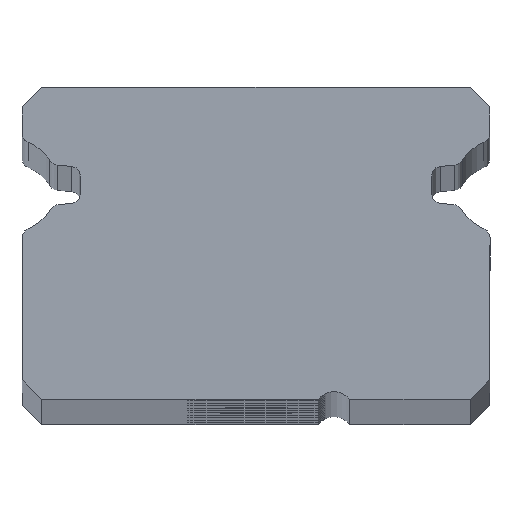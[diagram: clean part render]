
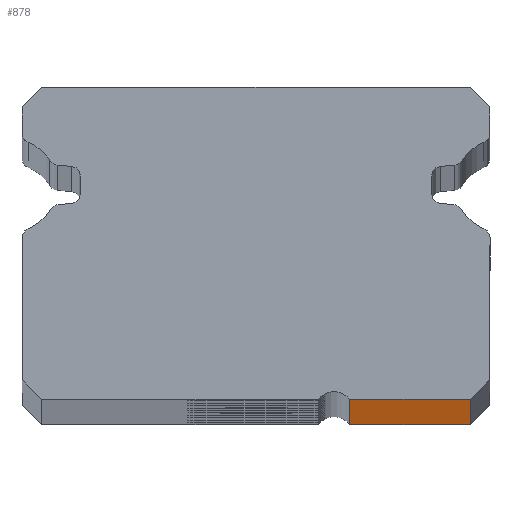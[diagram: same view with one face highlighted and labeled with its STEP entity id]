
A CAD part, top view. The second image highlights one B-rep face of the part: STEP entity #878.
In plain terms, the highlighted planar face has unit normal (0, -1, 0).
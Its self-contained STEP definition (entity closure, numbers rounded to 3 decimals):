
#318 = EDGE_LOOP ( 'NONE', ( #2998, #2620, #376, #3776 ) ) ;
#376 = ORIENTED_EDGE ( 'NONE', *, *, #1071, .T. ) ;
#404 = VECTOR ( 'NONE', #441, 1000. ) ;
#441 = DIRECTION ( 'NONE',  ( 1., 0., 0. ) ) ;
#480 = CARTESIAN_POINT ( 'NONE',  ( 5.5, -4., -185. ) ) ;
#514 = VERTEX_POINT ( 'NONE', #3758 ) ;
#590 = CARTESIAN_POINT ( 'NONE',  ( 5.5, -4., 185. ) ) ;
#739 = LINE ( 'NONE', #1988, #404 ) ;
#878 = ADVANCED_FACE ( 'NONE', ( #3156 ), #3426, .T. ) ;
#1071 = EDGE_CURVE ( 'NONE', #3305, #1842, #739, .T. ) ;
#1231 = CARTESIAN_POINT ( 'NONE',  ( 5.5, -4., -185. ) ) ;
#1262 = EDGE_CURVE ( 'NONE', #3305, #514, #2747, .T. ) ;
#1290 = DIRECTION ( 'NONE',  ( 0., -1., 0. ) ) ;
#1457 = DIRECTION ( 'NONE',  ( 0., 0., 1. ) ) ;
#1468 = EDGE_CURVE ( 'NONE', #514, #3925, #2165, .T. ) ;
#1483 = DIRECTION ( 'NONE',  ( 1., 0., 0. ) ) ;
#1842 = VERTEX_POINT ( 'NONE', #480 ) ;
#1848 = LINE ( 'NONE', #1231, #4000 ) ;
#1988 = CARTESIAN_POINT ( 'NONE',  ( 2.4, -4., -185. ) ) ;
#2165 = LINE ( 'NONE', #2409, #2654 ) ;
#2229 = CARTESIAN_POINT ( 'NONE',  ( 2.4, -4., -185. ) ) ;
#2409 = CARTESIAN_POINT ( 'NONE',  ( 2.4, -4., 185. ) ) ;
#2620 = ORIENTED_EDGE ( 'NONE', *, *, #1262, .F. ) ;
#2654 = VECTOR ( 'NONE', #1483, 1000. ) ;
#2688 = CARTESIAN_POINT ( 'NONE',  ( 2.4, -4., -185. ) ) ;
#2747 = LINE ( 'NONE', #3282, #3944 ) ;
#2998 = ORIENTED_EDGE ( 'NONE', *, *, #1468, .F. ) ;
#3117 = DIRECTION ( 'NONE',  ( 1., 0., 0. ) ) ;
#3156 = FACE_OUTER_BOUND ( 'NONE', #318, .T. ) ;
#3282 = CARTESIAN_POINT ( 'NONE',  ( 2.4, -4., -185. ) ) ;
#3305 = VERTEX_POINT ( 'NONE', #2688 ) ;
#3373 = DIRECTION ( 'NONE',  ( 0., 0., 1. ) ) ;
#3426 = PLANE ( 'NONE',  #3972 ) ;
#3532 = EDGE_CURVE ( 'NONE', #1842, #3925, #1848, .T. ) ;
#3758 = CARTESIAN_POINT ( 'NONE',  ( 2.4, -4., 185. ) ) ;
#3776 = ORIENTED_EDGE ( 'NONE', *, *, #3532, .T. ) ;
#3925 = VERTEX_POINT ( 'NONE', #590 ) ;
#3944 = VECTOR ( 'NONE', #1457, 1000. ) ;
#3972 = AXIS2_PLACEMENT_3D ( 'NONE', #2229, #1290, #3117 ) ;
#4000 = VECTOR ( 'NONE', #3373, 1000. ) ;
